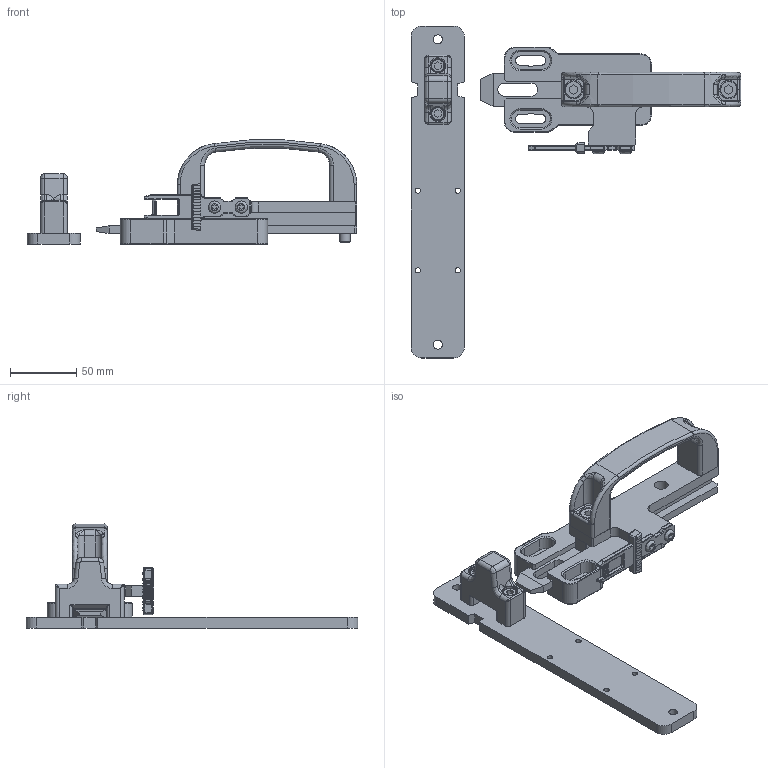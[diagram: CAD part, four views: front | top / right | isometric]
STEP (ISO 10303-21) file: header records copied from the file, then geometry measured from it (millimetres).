
FILE_DESCRIPTION (( 'STEP AP214' ), '1' );
FILE_NAME ('GBA-1-210004.STEP', '2020-06-19T16:20:49', ( '' ), ( '' ), 'SwSTEP 2.0', 'SolidWorks 2019', '' );
FILE_SCHEMA (( 'AUTOMOTIVE_DESIGN' ));
Length unit declared in the file: millimetre
Products named in the file (1): GBA-1-210004
Bounding box: 248.1 x 250 x 78.45 mm (x, y, z)
Volume: 306389.1 mm3; surface area: 114462.3 mm2
Topology: 15 solids, 15 shells, 861 faces, 2114 edges, 1289 vertices
Faces by surface type: cylinder 351, plane 308, bspline 182, cone 16, torus 4
Full cylindrical faces by diameter (mm): 4 x4, 4.2 x2, 5 x4, 5.5 x2, 6 x2, 6.5 x2, 6.75 x2, 6.8 x2, 8 x2, 8.3 x2, 8.6 x2, 8.8 x2, 9 x1, 9.3 x2, 10 x2, 10.5 x2, 11 x2, 13 x2, 14 x2
Entity records: 30141 total; most frequent: CARTESIAN_POINT 11239, ORIENTED_EDGE 4022, DIRECTION 3667, EDGE_CURVE 2011, AXIS2_PLACEMENT_3D 1319, VERTEX_POINT 1264, LINE 1029, VECTOR 1029
